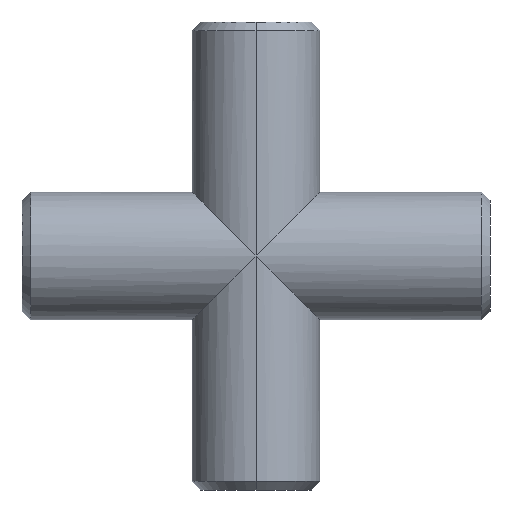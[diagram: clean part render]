
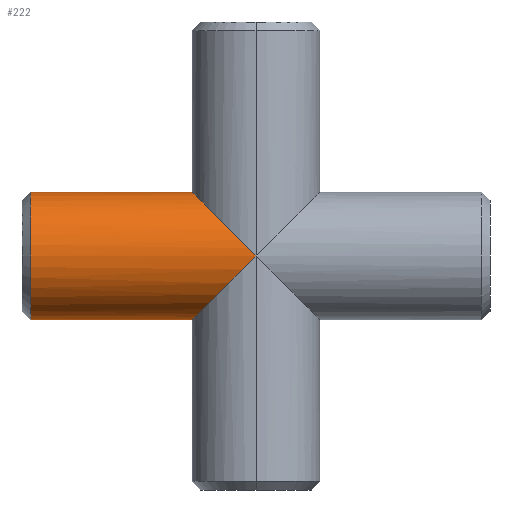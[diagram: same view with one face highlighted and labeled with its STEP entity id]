
A CAD part, left-side view. The second image highlights one B-rep face of the part: STEP entity #222.
In plain terms, the highlighted cylindrical face has radius 1.5 mm (diameter 3 mm), a partial arc.
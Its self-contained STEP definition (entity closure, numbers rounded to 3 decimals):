
#1 = ORIENTED_EDGE ( 'NONE', *, *, #463, .F. ) ;
#9 = DIRECTION ( 'NONE',  ( 0., -1., 0. ) ) ;
#39 = CARTESIAN_POINT ( 'NONE',  ( -0.879, 7., 1.5 ) ) ;
#42 = CYLINDRICAL_SURFACE ( 'NONE', #224, 1.5 ) ;
#53 = DIRECTION ( 'NONE',  ( 0., 0., 1. ) ) ;
#58 = VERTEX_POINT ( 'NONE', #597 ) ;
#63 = ORIENTED_EDGE ( 'NONE', *, *, #79, .F. ) ;
#79 = EDGE_CURVE ( 'NONE', #58, #243, #305, .T. ) ;
#89 = CARTESIAN_POINT ( 'NONE',  ( 0., 11., -1.5 ) ) ;
#90 = CARTESIAN_POINT ( 'NONE',  ( -1.5, 6.379, 0.879 ) ) ;
#92 = CARTESIAN_POINT ( 'NONE',  ( 0., 10.8, 1.5 ) ) ;
#102 = LINE ( 'NONE', #468, #301 ) ;
#115 = ORIENTED_EDGE ( 'NONE', *, *, #194, .F. ) ;
#133 = CARTESIAN_POINT ( 'NONE',  ( 0., 7., 1.5 ) ) ;
#139 = CARTESIAN_POINT ( 'NONE',  ( 0., 11., 0. ) ) ;
#155 =( BOUNDED_CURVE ( )  B_SPLINE_CURVE ( 3, ( #331, #477, #469, #197 ),
 .UNSPECIFIED., .F., .T. ) 
 B_SPLINE_CURVE_WITH_KNOTS ( ( 4, 4 ),
 ( 1.571, 3.142 ),
 .UNSPECIFIED. ) 
 CURVE ( )  GEOMETRIC_REPRESENTATION_ITEM ( )  RATIONAL_B_SPLINE_CURVE ( ( 1., 0.805, 0.805, 1. ) ) 
 REPRESENTATION_ITEM ( '' )  );
#175 = AXIS2_PLACEMENT_3D ( 'NONE', #423, #9, #53 ) ;
#194 = EDGE_CURVE ( 'NONE', #354, #58, #102, .T. ) ;
#197 = CARTESIAN_POINT ( 'NONE',  ( 0., 7., -1.5 ) ) ;
#201 = CARTESIAN_POINT ( 'NONE',  ( 0., 10.8, -1.5 ) ) ;
#202 = ORIENTED_EDGE ( 'NONE', *, *, #318, .T. ) ;
#218 = VECTOR ( 'NONE', #279, 1000. ) ;
#222 = ADVANCED_FACE ( 'NONE', ( #522 ), #42, .T. ) ;
#224 = AXIS2_PLACEMENT_3D ( 'NONE', #139, #593, #320 ) ;
#243 = VERTEX_POINT ( 'NONE', #596 ) ;
#248 = CARTESIAN_POINT ( 'NONE',  ( 0., 7., -1.5 ) ) ;
#279 = DIRECTION ( 'NONE',  ( 0., -1., 0. ) ) ;
#301 = VECTOR ( 'NONE', #417, 1000. ) ;
#305 =( BOUNDED_CURVE ( )  B_SPLINE_CURVE ( 3, ( #133, #39, #90, #314 ),
 .UNSPECIFIED., .F., .F. ) 
 B_SPLINE_CURVE_WITH_KNOTS ( ( 4, 4 ),
 ( 3.142, 4.712 ),
 .UNSPECIFIED. ) 
 CURVE ( )  GEOMETRIC_REPRESENTATION_ITEM ( )  RATIONAL_B_SPLINE_CURVE ( ( 1., 0.805, 0.805, 1. ) ) 
 REPRESENTATION_ITEM ( '' )  );
#314 = CARTESIAN_POINT ( 'NONE',  ( -1.5, 5.5, 0. ) ) ;
#318 = EDGE_CURVE ( 'NONE', #424, #392, #416, .T. ) ;
#320 = DIRECTION ( 'NONE',  ( 0., 0., -1. ) ) ;
#331 = CARTESIAN_POINT ( 'NONE',  ( -1.5, 5.5, 0. ) ) ;
#338 = ORIENTED_EDGE ( 'NONE', *, *, #389, .T. ) ;
#354 = VERTEX_POINT ( 'NONE', #92 ) ;
#389 = EDGE_CURVE ( 'NONE', #354, #424, #449, .T. ) ;
#392 = VERTEX_POINT ( 'NONE', #248 ) ;
#416 = LINE ( 'NONE', #89, #218 ) ;
#417 = DIRECTION ( 'NONE',  ( 0., -1., 0. ) ) ;
#423 = CARTESIAN_POINT ( 'NONE',  ( 0., 10.8, 0. ) ) ;
#424 = VERTEX_POINT ( 'NONE', #201 ) ;
#449 = CIRCLE ( 'NONE', #175, 1.5 ) ;
#463 = EDGE_CURVE ( 'NONE', #243, #392, #155, .T. ) ;
#468 = CARTESIAN_POINT ( 'NONE',  ( 0., 11., 1.5 ) ) ;
#469 = CARTESIAN_POINT ( 'NONE',  ( -0.879, 7., -1.5 ) ) ;
#477 = CARTESIAN_POINT ( 'NONE',  ( -1.5, 6.379, -0.879 ) ) ;
#522 = FACE_OUTER_BOUND ( 'NONE', #535, .T. ) ;
#535 = EDGE_LOOP ( 'NONE', ( #115, #338, #202, #1, #63 ) ) ;
#593 = DIRECTION ( 'NONE',  ( 0., -1., 0. ) ) ;
#596 = CARTESIAN_POINT ( 'NONE',  ( -1.5, 5.5, 0. ) ) ;
#597 = CARTESIAN_POINT ( 'NONE',  ( 0., 7., 1.5 ) ) ;
